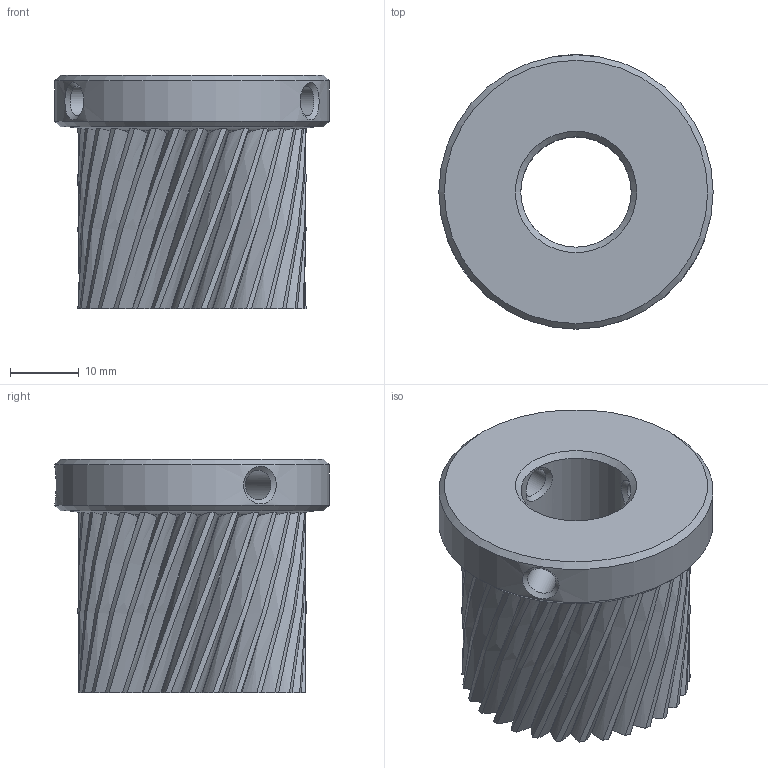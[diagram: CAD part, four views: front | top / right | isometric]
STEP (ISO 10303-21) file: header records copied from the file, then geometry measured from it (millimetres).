
FILE_DESCRIPTION(('FreeCAD Model'),'2;1');
FILE_NAME('Open CASCADE Shape Model','2022-02-17T17:14:26',('Jens Dyvik' ),('DyvikDesign'),'Open CASCADE STEP processor 7.5','FreeCAD', 'Unknown');
FILE_SCHEMA(('AUTOMOTIVE_DESIGN { 1 0 10303 214 1 1 1 1 }'));
Length unit declared in the file: millimetre
Products named in the file (1): Pinion - ready for print
Bounding box: 40 x 40 x 34 mm (x, y, z)
Volume: 22836.3 mm3; surface area: 9806.6 mm2
Topology: 1 solids, 1 shells, 168 faces, 486 edges, 321 vertices
Faces by surface type: bspline 126, cone 33, cylinder 5, plane 3, torus 1
Full cylindrical faces by diameter (mm): 4.3 x3, 16.1 x1, 40 x1
Entity records: 26457 total; most frequent: CARTESIAN_POINT 17932, B_SPLINE_CURVE_WITH_KNOTS 1054, ORIENTED_EDGE 972, PCURVE 972, DEFINITIONAL_REPRESENTATION 972, DIRECTION 529, EDGE_CURVE 486, SURFACE_CURVE 471
